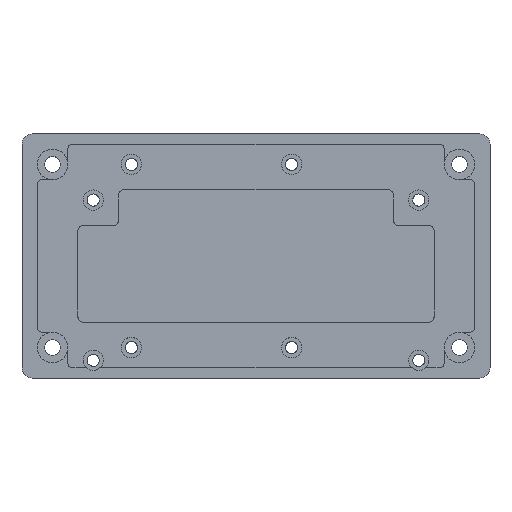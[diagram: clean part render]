
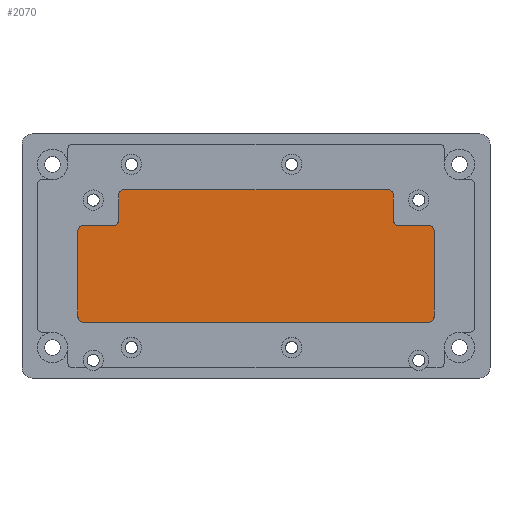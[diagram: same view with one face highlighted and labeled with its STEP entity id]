
A CAD part, top view. The second image highlights one B-rep face of the part: STEP entity #2070.
In plain terms, the highlighted planar face has unit normal (0, 0, 1).
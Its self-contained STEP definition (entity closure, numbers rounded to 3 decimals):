
#133=PLANE('',#2302);
#228=FACE_OUTER_BOUND('',#361,.T.);
#361=EDGE_LOOP('',(#1723,#1724,#1725,#1726,#1727,#1728,#1729,#1730,#1731,
#1732,#1733,#1734,#1735,#1736,#1737,#1738));
#531=LINE('',#3519,#691);
#532=LINE('',#3523,#692);
#533=LINE('',#3527,#693);
#534=LINE('',#3531,#694);
#535=LINE('',#3535,#695);
#536=LINE('',#3539,#696);
#537=LINE('',#3543,#697);
#538=LINE('',#3546,#698);
#691=VECTOR('',#2821,10.);
#692=VECTOR('',#2824,10.);
#693=VECTOR('',#2827,10.);
#694=VECTOR('',#2830,10.);
#695=VECTOR('',#2833,10.);
#696=VECTOR('',#2836,10.);
#697=VECTOR('',#2839,10.);
#698=VECTOR('',#2842,10.);
#847=CIRCLE('',#2301,1.);
#848=CIRCLE('',#2303,1.);
#849=CIRCLE('',#2304,1.);
#850=CIRCLE('',#2305,1.);
#851=CIRCLE('',#2306,1.);
#852=CIRCLE('',#2307,1.);
#853=CIRCLE('',#2308,1.);
#854=CIRCLE('',#2309,1.);
#1029=VERTEX_POINT('',#3512);
#1030=VERTEX_POINT('',#3513);
#1031=VERTEX_POINT('',#3518);
#1032=VERTEX_POINT('',#3520);
#1033=VERTEX_POINT('',#3522);
#1034=VERTEX_POINT('',#3524);
#1035=VERTEX_POINT('',#3526);
#1036=VERTEX_POINT('',#3528);
#1037=VERTEX_POINT('',#3530);
#1038=VERTEX_POINT('',#3532);
#1039=VERTEX_POINT('',#3534);
#1040=VERTEX_POINT('',#3536);
#1041=VERTEX_POINT('',#3538);
#1042=VERTEX_POINT('',#3540);
#1043=VERTEX_POINT('',#3542);
#1044=VERTEX_POINT('',#3544);
#1287=EDGE_CURVE('',#1029,#1030,#847,.T.);
#1290=EDGE_CURVE('',#1031,#1030,#531,.T.);
#1291=EDGE_CURVE('',#1032,#1031,#848,.F.);
#1292=EDGE_CURVE('',#1033,#1032,#532,.T.);
#1293=EDGE_CURVE('',#1033,#1034,#849,.T.);
#1294=EDGE_CURVE('',#1035,#1034,#533,.T.);
#1295=EDGE_CURVE('',#1035,#1036,#850,.T.);
#1296=EDGE_CURVE('',#1037,#1036,#534,.T.);
#1297=EDGE_CURVE('',#1037,#1038,#851,.T.);
#1298=EDGE_CURVE('',#1039,#1038,#535,.T.);
#1299=EDGE_CURVE('',#1039,#1040,#852,.T.);
#1300=EDGE_CURVE('',#1041,#1040,#536,.T.);
#1301=EDGE_CURVE('',#1042,#1041,#853,.F.);
#1302=EDGE_CURVE('',#1043,#1042,#537,.T.);
#1303=EDGE_CURVE('',#1043,#1044,#854,.T.);
#1304=EDGE_CURVE('',#1029,#1044,#538,.T.);
#1723=ORIENTED_EDGE('',*,*,#1287,.T.);
#1724=ORIENTED_EDGE('',*,*,#1290,.F.);
#1725=ORIENTED_EDGE('',*,*,#1291,.F.);
#1726=ORIENTED_EDGE('',*,*,#1292,.F.);
#1727=ORIENTED_EDGE('',*,*,#1293,.T.);
#1728=ORIENTED_EDGE('',*,*,#1294,.F.);
#1729=ORIENTED_EDGE('',*,*,#1295,.T.);
#1730=ORIENTED_EDGE('',*,*,#1296,.F.);
#1731=ORIENTED_EDGE('',*,*,#1297,.T.);
#1732=ORIENTED_EDGE('',*,*,#1298,.F.);
#1733=ORIENTED_EDGE('',*,*,#1299,.T.);
#1734=ORIENTED_EDGE('',*,*,#1300,.F.);
#1735=ORIENTED_EDGE('',*,*,#1301,.F.);
#1736=ORIENTED_EDGE('',*,*,#1302,.F.);
#1737=ORIENTED_EDGE('',*,*,#1303,.T.);
#1738=ORIENTED_EDGE('',*,*,#1304,.F.);
#2070=ADVANCED_FACE('',(#228),#133,.F.);
#2301=AXIS2_PLACEMENT_3D('',#3514,#2815,#2816);
#2302=AXIS2_PLACEMENT_3D('',#3517,#2819,#2820);
#2303=AXIS2_PLACEMENT_3D('',#3521,#2822,#2823);
#2304=AXIS2_PLACEMENT_3D('',#3525,#2825,#2826);
#2305=AXIS2_PLACEMENT_3D('',#3529,#2828,#2829);
#2306=AXIS2_PLACEMENT_3D('',#3533,#2831,#2832);
#2307=AXIS2_PLACEMENT_3D('',#3537,#2834,#2835);
#2308=AXIS2_PLACEMENT_3D('',#3541,#2837,#2838);
#2309=AXIS2_PLACEMENT_3D('',#3545,#2840,#2841);
#2815=DIRECTION('center_axis',(0.,0.,1.));
#2816=DIRECTION('ref_axis',(-0.707,0.707,0.));
#2819=DIRECTION('center_axis',(0.,0.,-1.));
#2820=DIRECTION('ref_axis',(-1.,0.,0.));
#2821=DIRECTION('',(0.,1.,0.));
#2822=DIRECTION('center_axis',(0.,0.,-1.));
#2823=DIRECTION('ref_axis',(0.707,-0.707,0.));
#2824=DIRECTION('',(1.,0.,0.));
#2825=DIRECTION('center_axis',(0.,0.,1.));
#2826=DIRECTION('ref_axis',(-0.707,0.707,0.));
#2827=DIRECTION('',(0.,1.,0.));
#2828=DIRECTION('center_axis',(0.,0.,1.));
#2829=DIRECTION('ref_axis',(-0.707,-0.707,0.));
#2830=DIRECTION('',(-1.,0.,0.));
#2831=DIRECTION('center_axis',(0.,0.,1.));
#2832=DIRECTION('ref_axis',(0.707,-0.707,0.));
#2833=DIRECTION('',(0.,-1.,0.));
#2834=DIRECTION('center_axis',(0.,0.,1.));
#2835=DIRECTION('ref_axis',(0.707,0.707,0.));
#2836=DIRECTION('',(1.,0.,0.));
#2837=DIRECTION('center_axis',(0.,0.,-1.));
#2838=DIRECTION('ref_axis',(-0.707,-0.707,0.));
#2839=DIRECTION('',(0.,-1.,0.));
#2840=DIRECTION('center_axis',(0.,0.,1.));
#2841=DIRECTION('ref_axis',(0.707,0.707,0.));
#2842=DIRECTION('',(1.,0.,0.));
#3512=CARTESIAN_POINT('',(-26.,13.,-6.));
#3513=CARTESIAN_POINT('',(-27.,12.,-6.));
#3514=CARTESIAN_POINT('Origin',(-26.,12.,-6.));
#3517=CARTESIAN_POINT('Origin',(0.,0.,-6.));
#3518=CARTESIAN_POINT('',(-27.,7.,-6.));
#3519=CARTESIAN_POINT('',(-27.,6.,-6.));
#3520=CARTESIAN_POINT('',(-28.,6.,-6.));
#3521=CARTESIAN_POINT('Origin',(-28.,7.,-6.));
#3522=CARTESIAN_POINT('',(-34.,6.,-6.));
#3523=CARTESIAN_POINT('',(-35.,6.,-6.));
#3524=CARTESIAN_POINT('',(-35.,5.,-6.));
#3525=CARTESIAN_POINT('Origin',(-34.,5.,-6.));
#3526=CARTESIAN_POINT('',(-35.,-12.,-6.));
#3527=CARTESIAN_POINT('',(-35.,-13.,-6.));
#3528=CARTESIAN_POINT('',(-34.,-13.,-6.));
#3529=CARTESIAN_POINT('Origin',(-34.,-12.,-6.));
#3530=CARTESIAN_POINT('',(34.,-13.,-6.));
#3531=CARTESIAN_POINT('',(35.,-13.,-6.));
#3532=CARTESIAN_POINT('',(35.,-12.,-6.));
#3533=CARTESIAN_POINT('Origin',(34.,-12.,-6.));
#3534=CARTESIAN_POINT('',(35.,5.,-6.));
#3535=CARTESIAN_POINT('',(35.,6.,-6.));
#3536=CARTESIAN_POINT('',(34.,6.,-6.));
#3537=CARTESIAN_POINT('Origin',(34.,5.,-6.));
#3538=CARTESIAN_POINT('',(28.,6.,-6.));
#3539=CARTESIAN_POINT('',(-35.,6.,-6.));
#3540=CARTESIAN_POINT('',(27.,7.,-6.));
#3541=CARTESIAN_POINT('Origin',(28.,7.,-6.));
#3542=CARTESIAN_POINT('',(27.,12.,-6.));
#3543=CARTESIAN_POINT('',(27.,13.,-6.));
#3544=CARTESIAN_POINT('',(26.,13.,-6.));
#3545=CARTESIAN_POINT('Origin',(26.,12.,-6.));
#3546=CARTESIAN_POINT('',(-27.,13.,-6.));
